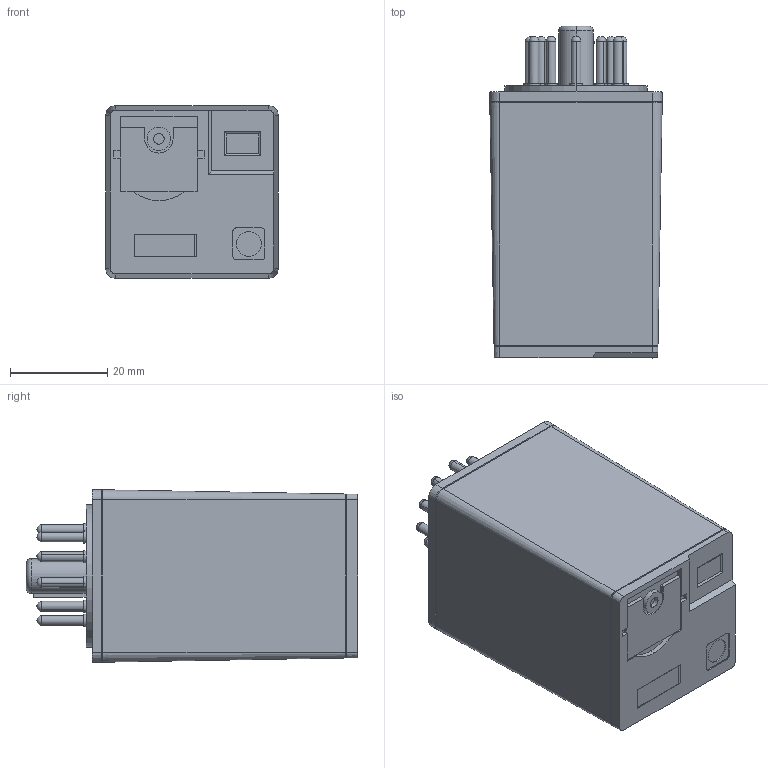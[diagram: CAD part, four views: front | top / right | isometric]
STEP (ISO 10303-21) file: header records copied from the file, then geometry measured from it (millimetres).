
FILE_DESCRIPTION (( 'STEP AP214' ), '1' );
FILE_NAME ('750R-3C-120A.STEP', '2015-04-16T18:35:48', ( '' ), ( '' ), 'SwSTEP 2.0', 'SolidWorks 2014', '' );
FILE_SCHEMA (( 'AUTOMOTIVE_DESIGN' ));
Length unit declared in the file: inch
Products named in the file (1): 750R-3C-120A
Bounding box: 35.52 x 68.2 x 35.52 mm (x, y, z)
Volume: 66459.1 mm3; surface area: 11407 mm2
Topology: 1 solids, 1 shells, 180 faces, 454 edges, 300 vertices
Faces by surface type: plane 93, cylinder 62, cone 12, sphere 11, torus 2
Entity records: 7555 total; most frequent: DIRECTION 937, CARTESIAN_POINT 880, ORIENTED_EDGE 842, EDGE_CURVE 421, AXIS2_PLACEMENT_3D 335, VERTEX_POINT 278, VECTOR 267, LINE 267
